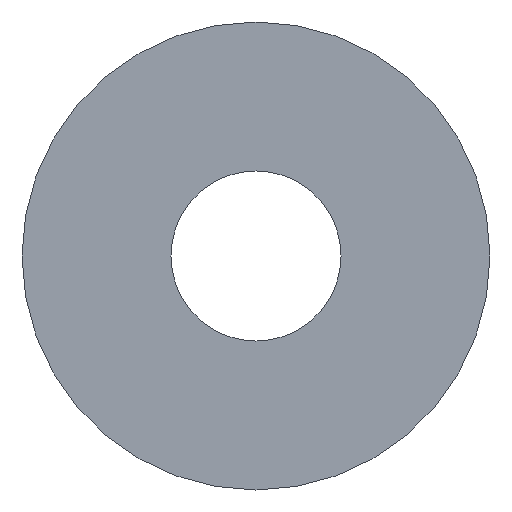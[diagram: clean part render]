
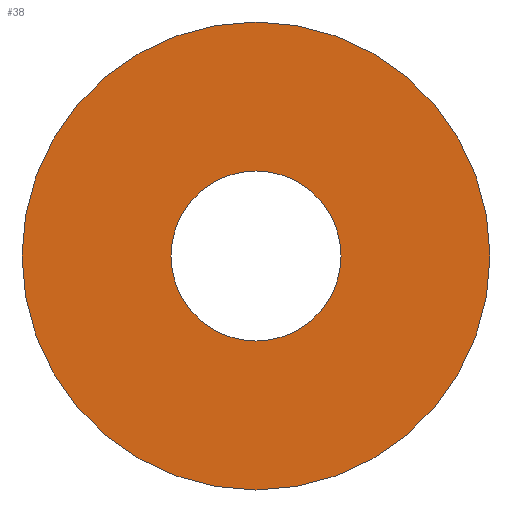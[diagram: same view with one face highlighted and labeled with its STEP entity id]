
A CAD part, left-side view. The second image highlights one B-rep face of the part: STEP entity #38.
In plain terms, the highlighted planar face has unit normal (-1, 0, 0).
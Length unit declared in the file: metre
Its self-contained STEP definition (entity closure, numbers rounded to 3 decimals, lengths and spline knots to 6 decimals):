
#38 = ADVANCED_FACE( '', ( #75, #76 ), #77, .T. );
#75 = FACE_OUTER_BOUND( '', #106, .T. );
#76 = FACE_BOUND( '', #107, .T. );
#77 = PLANE( '', #108 );
#106 = EDGE_LOOP( '', ( #139 ) );
#107 = EDGE_LOOP( '', ( #140 ) );
#108 = AXIS2_PLACEMENT_3D( '', #141, #142, #143 );
#139 = ORIENTED_EDGE( '', *, *, #154, .T. );
#140 = ORIENTED_EDGE( '', *, *, #160, .F. );
#141 = CARTESIAN_POINT( '', ( -0.332895, 0.0508, 0.127 ) );
#142 = DIRECTION( '', ( -1., 0., 0. ) );
#143 = DIRECTION( '', ( 0., -1., 0. ) );
#154 = EDGE_CURVE( '', #168, #168, #169, .T. );
#160 = EDGE_CURVE( '', #177, #177, #178, .T. );
#168 = VERTEX_POINT( '', #186 );
#169 = CIRCLE( '', #187, 0.034925 );
#177 = VERTEX_POINT( '', #195 );
#178 = CIRCLE( '', #196, 0.0127 );
#186 = CARTESIAN_POINT( '', ( -0.332895, 0.0508, 0.161925 ) );
#187 = AXIS2_PLACEMENT_3D( '', #204, #205, #206 );
#195 = CARTESIAN_POINT( '', ( -0.332895, 0.0508, 0.1397 ) );
#196 = AXIS2_PLACEMENT_3D( '', #213, #214, #215 );
#204 = CARTESIAN_POINT( '', ( -0.332895, 0.0508, 0.127 ) );
#205 = DIRECTION( '', ( -1., 0., 0. ) );
#206 = DIRECTION( '', ( 0., 0., 1. ) );
#213 = CARTESIAN_POINT( '', ( -0.332895, 0.0508, 0.127 ) );
#214 = DIRECTION( '', ( -1., 0., 0. ) );
#215 = DIRECTION( '', ( 0., 0., 1. ) );
